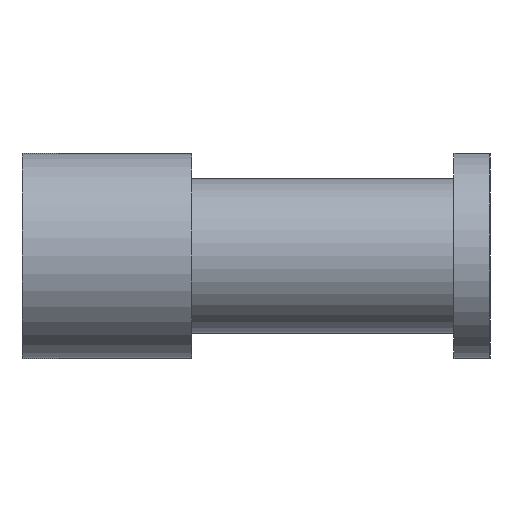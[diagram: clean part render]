
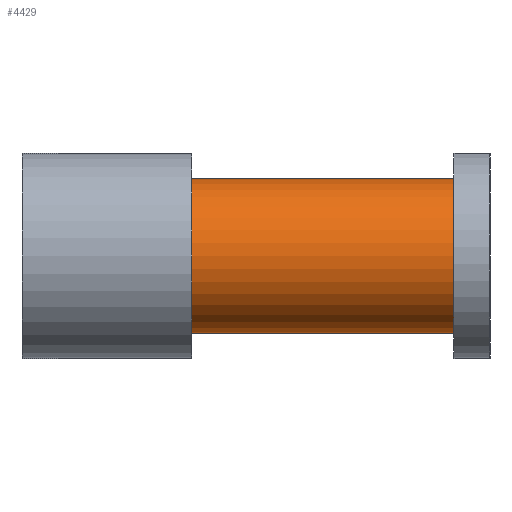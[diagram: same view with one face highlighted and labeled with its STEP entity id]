
A CAD part, left-side view. The second image highlights one B-rep face of the part: STEP entity #4429.
In plain terms, the highlighted cylindrical face has radius 7.5 mm (diameter 15 mm), a partial arc.
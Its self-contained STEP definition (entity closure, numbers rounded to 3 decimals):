
#47=CIRCLE('',#4700,7.5);
#48=CIRCLE('',#4701,7.5);
#201=CYLINDRICAL_SURFACE('',#4699,7.5);
#283=FACE_OUTER_BOUND('',#521,.T.);
#521=EDGE_LOOP('',(#2957,#2958,#2959,#2960));
#785=LINE('',#6479,#1295);
#786=LINE('',#6482,#1296);
#1295=VECTOR('',#5155,1000.);
#1296=VECTOR('',#5158,1000.);
#1815=VERTEX_POINT('',#6475);
#1816=VERTEX_POINT('',#6476);
#1817=VERTEX_POINT('',#6478);
#1818=VERTEX_POINT('',#6480);
#2273=EDGE_CURVE('',#1815,#1816,#47,.T.);
#2274=EDGE_CURVE('',#1815,#1817,#785,.T.);
#2275=EDGE_CURVE('',#1818,#1817,#48,.T.);
#2276=EDGE_CURVE('',#1816,#1818,#786,.T.);
#2957=ORIENTED_EDGE('',*,*,#2273,.F.);
#2958=ORIENTED_EDGE('',*,*,#2274,.T.);
#2959=ORIENTED_EDGE('',*,*,#2275,.F.);
#2960=ORIENTED_EDGE('',*,*,#2276,.F.);
#4429=ADVANCED_FACE('',(#283),#201,.T.);
#4699=AXIS2_PLACEMENT_3D('',#6474,#5151,#5152);
#4700=AXIS2_PLACEMENT_3D('',#6477,#5153,#5154);
#4701=AXIS2_PLACEMENT_3D('',#6481,#5156,#5157);
#5151=DIRECTION('center_axis',(0.,-1.,0.));
#5152=DIRECTION('ref_axis',(-1.,0.,0.));
#5153=DIRECTION('center_axis',(0.,1.,0.));
#5154=DIRECTION('ref_axis',(0.,0.,1.));
#5155=DIRECTION('',(0.,-1.,0.));
#5156=DIRECTION('center_axis',(0.,-1.,0.));
#5157=DIRECTION('ref_axis',(0.,0.,-1.));
#5158=DIRECTION('',(0.,-1.,0.));
#6474=CARTESIAN_POINT('Origin',(-126.5,16.,0.));
#6475=CARTESIAN_POINT('',(-119.152,13.,-1.5));
#6476=CARTESIAN_POINT('',(-119.152,13.,1.5));
#6477=CARTESIAN_POINT('Origin',(-126.5,13.,0.));
#6478=CARTESIAN_POINT('',(-119.152,-12.5,-1.5));
#6479=CARTESIAN_POINT('',(-119.152,16.,-1.5));
#6480=CARTESIAN_POINT('',(-119.152,-12.5,1.5));
#6481=CARTESIAN_POINT('Origin',(-126.5,-12.5,0.));
#6482=CARTESIAN_POINT('',(-119.152,16.,1.5));
